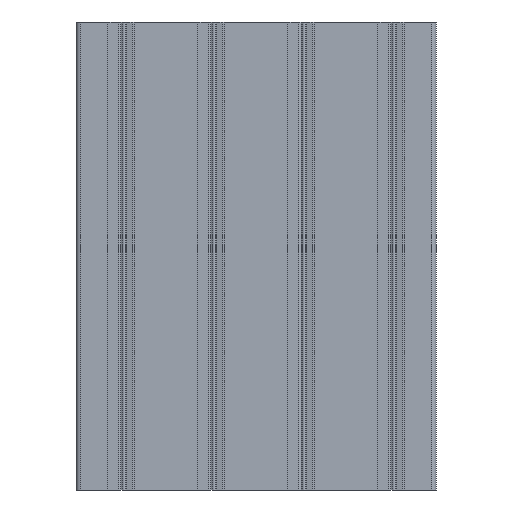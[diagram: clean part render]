
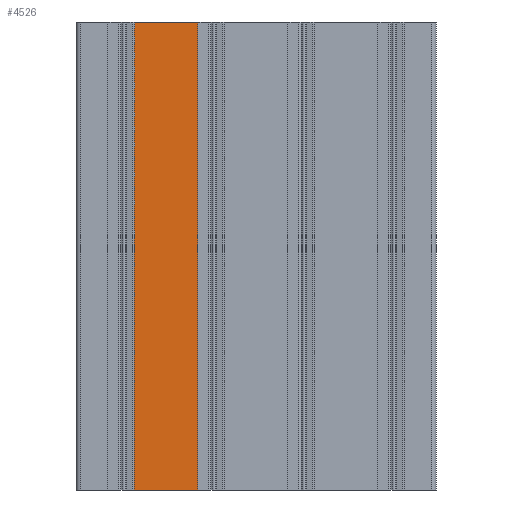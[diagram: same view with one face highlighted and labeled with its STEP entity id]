
A CAD part, left-side view. The second image highlights one B-rep face of the part: STEP entity #4526.
In plain terms, the highlighted planar face has unit normal (-1, 0, 0).
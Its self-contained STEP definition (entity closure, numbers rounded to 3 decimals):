
#594=ORIENTED_EDGE('',*,*,#1763,.F.);
#595=ORIENTED_EDGE('',*,*,#1762,.F.);
#596=ORIENTED_EDGE('',*,*,#1764,.T.);
#597=ORIENTED_EDGE('',*,*,#1765,.T.);
#1762=EDGE_CURVE('',#2287,#2286,#2824,.T.);
#1763=EDGE_CURVE('',#2286,#2288,#2825,.T.);
#1764=EDGE_CURVE('',#2287,#2289,#2826,.T.);
#1765=EDGE_CURVE('',#2289,#2288,#2827,.T.);
#2286=VERTEX_POINT('',#6841);
#2287=VERTEX_POINT('',#6843);
#2288=VERTEX_POINT('',#6847);
#2289=VERTEX_POINT('',#6849);
#2824=LINE('',#6844,#3408);
#2825=LINE('',#6846,#3409);
#2826=LINE('',#6848,#3410);
#2827=LINE('',#6850,#3411);
#3408=VECTOR('',#5571,1000.);
#3409=VECTOR('',#5574,1000.);
#3410=VECTOR('',#5575,1000.);
#3411=VECTOR('',#5576,1000.);
#3774=EDGE_LOOP('',(#594,#595,#596,#597));
#4050=FACE_BOUND('',#3774,.T.);
#4315=PLANE('',#4795);
#4526=ADVANCED_FACE('',(#4050),#4315,.T.);
#4795=AXIS2_PLACEMENT_3D('',#6845,#5572,#5573);
#5571=DIRECTION('',(0.,0.,1.));
#5572=DIRECTION('',(-1.,0.,0.));
#5573=DIRECTION('',(0.,0.,1.));
#5574=DIRECTION('',(0.,-1.,0.));
#5575=DIRECTION('',(0.,-1.,0.));
#5576=DIRECTION('',(0.,0.,1.));
#6841=CARTESIAN_POINT('',(-10.,27.,0.));
#6843=CARTESIAN_POINT('',(-10.,27.,-104.));
#6844=CARTESIAN_POINT('',(-10.,27.,-104.));
#6845=CARTESIAN_POINT('',(-10.,27.,-104.));
#6846=CARTESIAN_POINT('',(-10.,27.,0.));
#6847=CARTESIAN_POINT('',(-10.,13.,0.));
#6848=CARTESIAN_POINT('',(-10.,27.,-104.));
#6849=CARTESIAN_POINT('',(-10.,13.,-104.));
#6850=CARTESIAN_POINT('',(-10.,13.,-104.));
